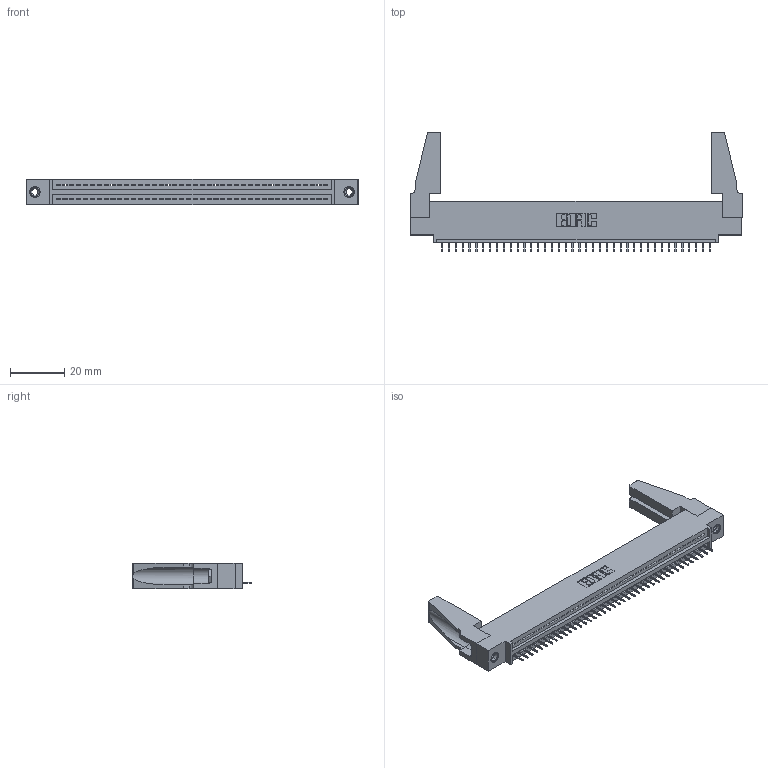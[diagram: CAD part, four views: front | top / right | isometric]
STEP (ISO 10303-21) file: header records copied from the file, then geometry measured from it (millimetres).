
FILE_DESCRIPTION (( 'STEP AP203' ), '1' );
FILE_NAME ('345-040-525-488.STEP', '2020-09-19T19:27:45', ( '' ), ( '' ), 'SwSTEP 2.0', 'SolidWorks 2020', '' );
FILE_SCHEMA (( 'CONFIG_CONTROL_DESIGN' ));
Length unit declared in the file: inch
Products named in the file (5): 345-250-001_345-250-001-102; 345 Part_0.110 Offset - 0.156 Dia-TH; 345-292-001_345-293-125; 345-220-078_345-220-088; 345-040-525-488
Assembly tree (45 placements, depth 2):
  345-040-525-488
    345 Part_0.110 Offset - 0.156 Dia-TH
    345-292-001_345-293-125  x40
    345-250-001_345-250-001-102  x2
    345-220-078_345-220-088  x2
Bounding box: 122.83 x 44.37 x 9.4 mm (x, y, z)
Volume: 14666.4 mm3; surface area: 17807.3 mm2
Topology: 45 solids, 45 shells, 2734 faces, 7867 edges, 5074 vertices
Faces by surface type: plane 1996, cylinder 722, cone 12, torus 4
Entity records: 32728 total; most frequent: CARTESIAN_POINT 5658, ORIENTED_EDGE 5592, DIRECTION 4952, EDGE_CURVE 2796, VECTOR 2466, LINE 2466, VERTEX_POINT 1854, AXIS2_PLACEMENT_3D 1243
